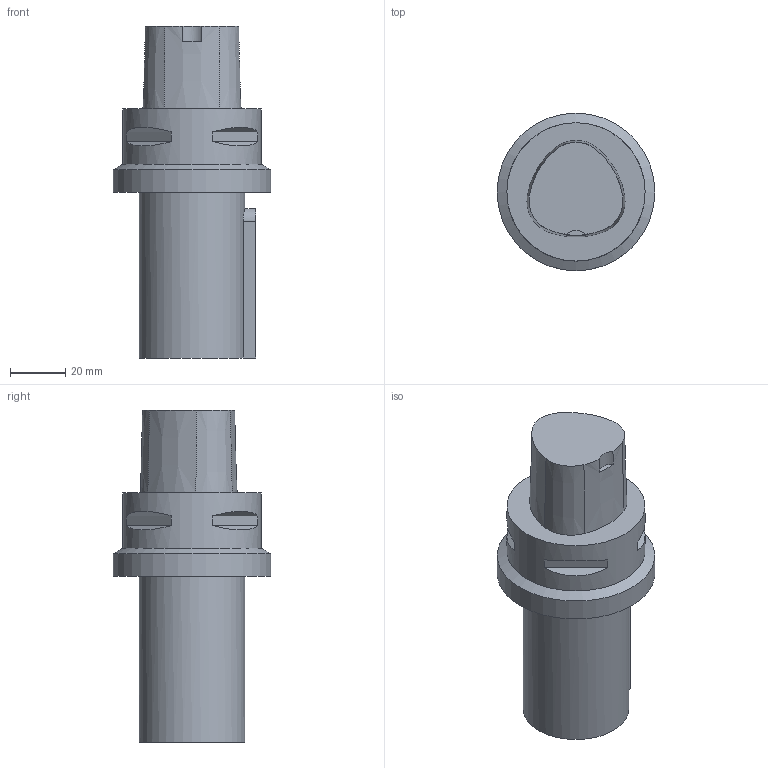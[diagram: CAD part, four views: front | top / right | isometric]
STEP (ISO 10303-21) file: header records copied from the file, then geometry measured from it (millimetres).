
FILE_DESCRIPTION(/* description */ ('3-D model version:1'),/* implementation_level */ '2;1');
FILE_NAME(/* name */ 'C5-A391.10-38030',/* time_stamp */ '2016-12-02T13:52:02',/* author */ ('InteractiveCad'),/* organization */ ('AB Sandvik Coromant'),/* preprocessor_version */ 'ST-DEVELOPER v11',/* originating_system */ 'SIEMENS UGS NX 6.0',/* authorization */ '');
FILE_SCHEMA(('AUTOMOTIVE_DESIGN'));
Length unit declared in the file: millimetre
Products named in the file (1): C5_A391.10_38030_634572172442509697_1_stp
Bounding box: 57 x 57 x 120 mm (x, y, z)
Volume: 161224.2 mm3; surface area: 20846.9 mm2
Topology: 1 solids, 1 shells, 32 faces, 71 edges, 47 vertices
Faces by surface type: plane 20, cone 7, cylinder 5
Full cylindrical faces by diameter (mm): 38.1 x1, 50 x1, 57 x1
Entity records: 967 total; most frequent: DIRECTION 165, CARTESIAN_POINT 161, ORIENTED_EDGE 130, AXIS2_PLACEMENT_3D 67, EDGE_CURVE 65, VERTEX_POINT 45, EDGE_LOOP 42, ADVANCED_FACE 32
